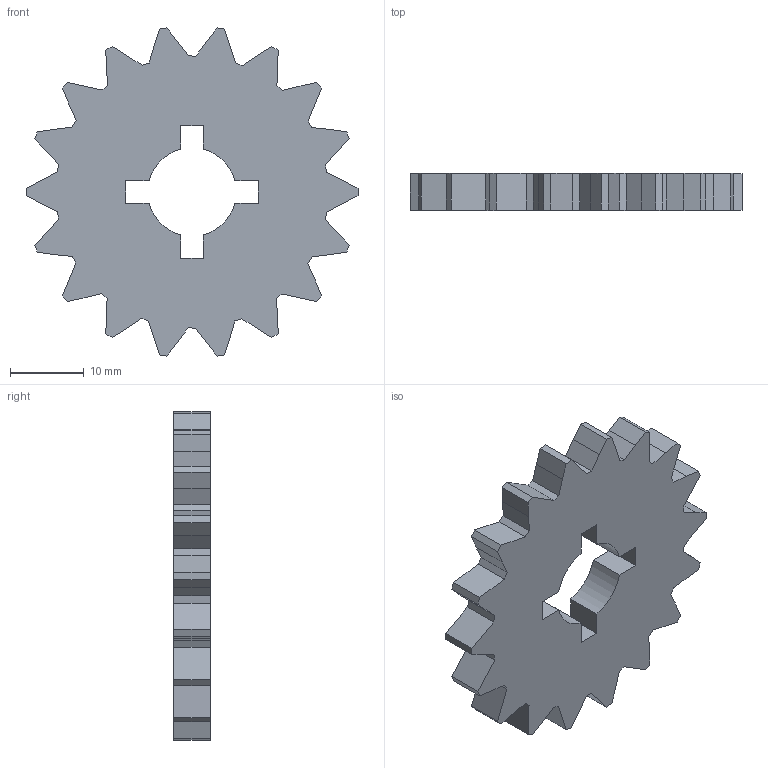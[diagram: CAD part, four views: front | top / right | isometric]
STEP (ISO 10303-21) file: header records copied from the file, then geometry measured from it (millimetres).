
FILE_DESCRIPTION((''),'2;1');
FILE_NAME('SECONDARY_GEAR_B','2020-08-16T19:21:57',('Connor Marshall'),(''),'CREO PARAMETRIC BY PTC INC, 2019471','CREO PARAMETRIC BY PTC INC, 2019471','');
FILE_SCHEMA(('CONFIG_CONTROL_DESIGN'));
Length unit declared in the file: millimetre
Products named in the file (1): SECONDARY_GEAR_B
Bounding box: 45 x 5 x 44.49 mm (x, y, z)
Volume: 5765.8 mm3; surface area: 3665.4 mm2
Topology: 1 solids, 1 shells, 108 faces, 318 edges, 212 vertices
Faces by surface type: plane 104, cylinder 4
Entity records: 3572 total; most frequent: CARTESIAN_POINT 638, ORIENTED_EDGE 636, DIRECTION 542, EDGE_CURVE 318, VECTOR 310, LINE 310, VERTEX_POINT 212, AXIS2_PLACEMENT_3D 116
